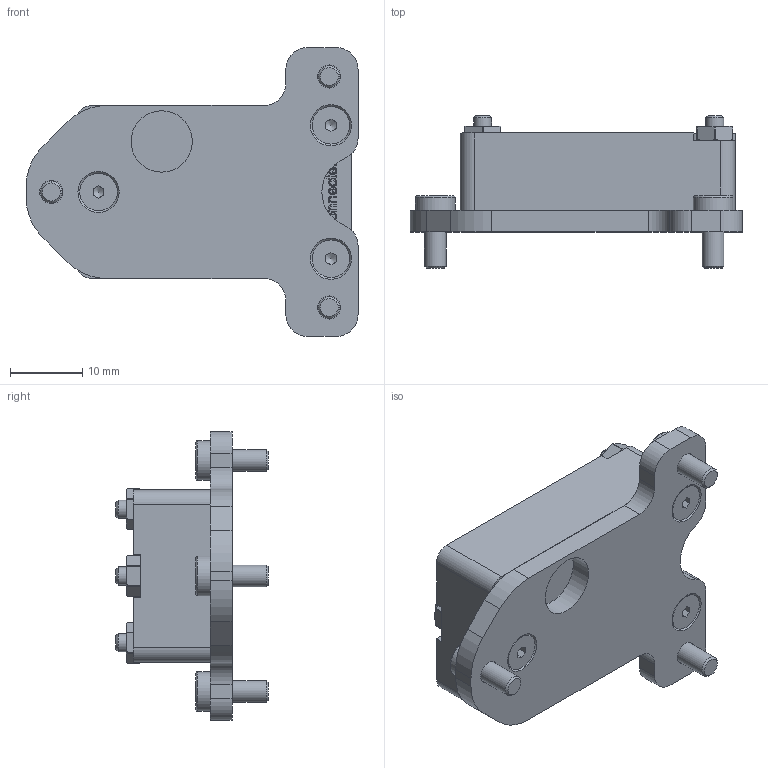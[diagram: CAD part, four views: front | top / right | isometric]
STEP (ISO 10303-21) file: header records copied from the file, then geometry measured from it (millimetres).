
FILE_DESCRIPTION(/* description */ (''),/* implementation_level */ '2;1');
FILE_NAME(/* name */ 'ACWA-0188_IMU.step',/* time_stamp */ '2024-05-13T09:41:52+02:00',/* author */ (''),/* organization */ (''),/* preprocessor_version */ 'ST-DEVELOPER v20',/* originating_system */ 'Autodesk Translation Framework v12.20.1.177',/* authorisation */ '');
FILE_SCHEMA (('AUTOMOTIVE_DESIGN { 1 0 10303 214 3 1 1 }'));
Length unit declared in the file: millimetre
Products named in the file (1): ACWA-0188
Bounding box: 46 x 21.1 x 40 mm (x, y, z)
Volume: 12646.6 mm3; surface area: 7558.5 mm2
Topology: 11 solids, 11 shells, 689 faces, 1872 edges, 1245 vertices
Faces by surface type: plane 307, bspline 279, cylinder 70, cone 30, torus 3
Full cylindrical faces by diameter (mm): 2.05 x3, 2.5 x9, 2.7 x3, 3 x3, 3.2 x3, 5.2 x3, 5.5 x3, 8.5 x1
Entity records: 24710 total; most frequent: CARTESIAN_POINT 9114, ORIENTED_EDGE 3738, DIRECTION 2265, EDGE_CURVE 1869, VERTEX_POINT 1245, LINE 1055, VECTOR 1055, EDGE_LOOP 758
